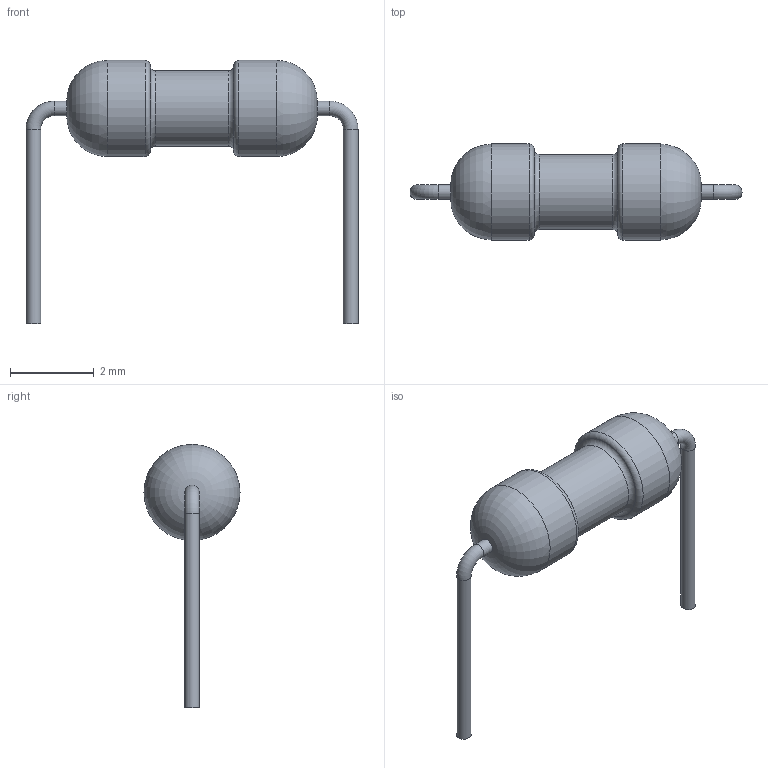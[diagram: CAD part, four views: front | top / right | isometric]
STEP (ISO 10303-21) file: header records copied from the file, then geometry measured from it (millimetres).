
FILE_DESCRIPTION(/* description */ ('STEP AP242','CAx-IF Rec.Pracs.---Representation and Presentation of Product Manufacturing Information (PMI)---4.0---2014-10-13','CAx-IF Rec.Pracs.---3D Tessellated Geometry---0.4---2014-09-14','2;1'),/* implementation_level */ '2;1');
FILE_NAME(/* name */ '66b7c8bbc54ead112c15dca9',/* time_stamp */ '2024-08-10T20:08:27Z',/* author */ (''),/* organization */ (''),/* preprocessor_version */ 'ST-DEVELOPER v20',/* originating_system */ ' ',/* authorisation */ ' ');
FILE_SCHEMA (('AP242_MANAGED_MODEL_BASED_3D_ENGINEERING_MIM_LF { 1 0 10303 442 1 1 4 }'));
Length unit declared in the file: metre
Products named in the file (1): Horizontal Resistor
Bounding box: 7.95 x 2.3 x 6.3 mm (x, y, z)
Volume: 20.4 mm3; surface area: 56.1 mm2
Topology: 1 solids, 1 shells, 17 faces, 31 edges, 16 vertices
Faces by surface type: torus 8, cylinder 7, plane 2
Full cylindrical faces by diameter (mm): 0.35 x4, 1.8 x1, 2.3 x2
Entity records: 356 total; most frequent: DIRECTION 68, CARTESIAN_POINT 50, AXIS2_PLACEMENT_3D 34, ORIENTED_EDGE 32, EDGE_LOOP 32, FACE_BOUND 32, ADVANCED_FACE 17, EDGE_CURVE 16
